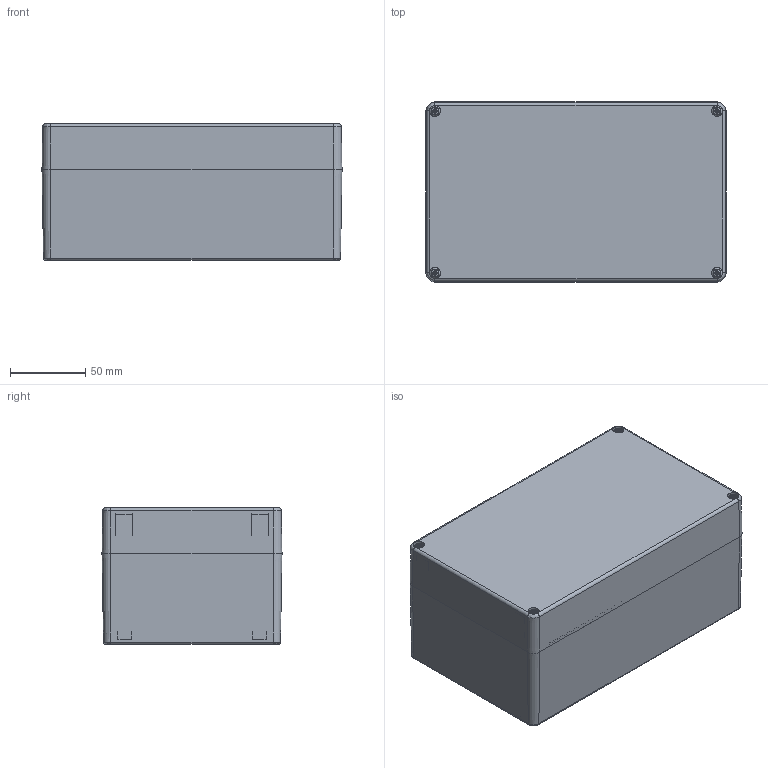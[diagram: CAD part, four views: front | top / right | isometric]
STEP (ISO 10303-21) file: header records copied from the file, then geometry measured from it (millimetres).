
FILE_DESCRIPTION (( 'STEP AP214' ), '1' );
FILE_NAME ('BB201290W.STEP', '2019-07-09T16:02:06', ( '' ), ( '' ), 'SwSTEP 2.0', 'SolidWorks 2018', '' );
FILE_SCHEMA (( 'AUTOMOTIVE_DESIGN' ));
Length unit declared in the file: inch
Products named in the file (1): BB201290W
Bounding box: 200 x 120 x 91 mm (x, y, z)
Volume: 392498.3 mm3; surface area: 238113.1 mm2
Topology: 11 solids, 11 shells, 1691 faces, 4075 edges, 2461 vertices
Faces by surface type: plane 631, cylinder 436, cone 388, bspline 236
Full cylindrical faces by diameter (mm): 3.242 x4, 3.3 x4, 4 x4, 4.4 x4, 4.5 x4, 4.8 x4, 5.1 x4, 6 x4, 6.8 x4, 7 x4, 7.4 x4, 7.8 x4
Entity records: 77525 total; most frequent: CARTESIAN_POINT 18602, ORIENTED_EDGE 7866, DIRECTION 7374, EDGE_CURVE 3933, AXIS2_PLACEMENT_3D 3009, VERTEX_POINT 2433, EDGE_LOOP 1894, FACE_OUTER_BOUND 1747
